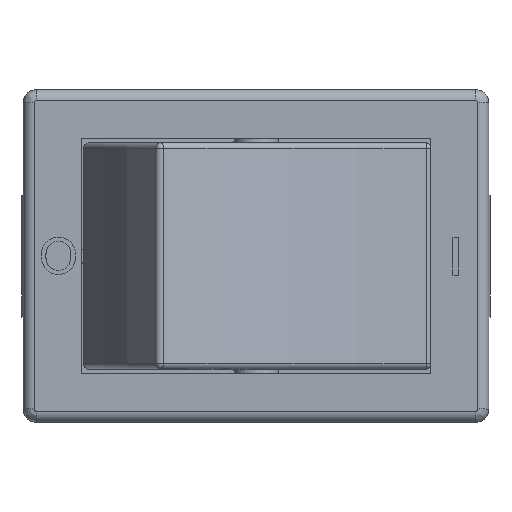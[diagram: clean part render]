
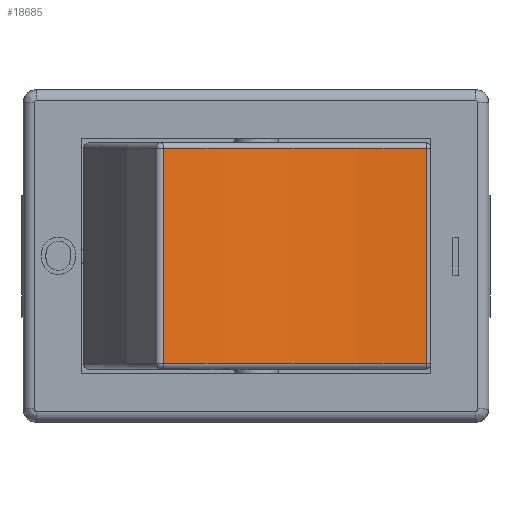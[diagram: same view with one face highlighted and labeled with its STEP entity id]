
A CAD part, top view. The second image highlights one B-rep face of the part: STEP entity #18685.
In plain terms, the highlighted cylindrical face has radius 23.922 mm (diameter 47.844 mm), a partial arc.
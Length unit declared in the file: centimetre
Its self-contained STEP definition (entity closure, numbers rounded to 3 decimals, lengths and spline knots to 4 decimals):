
#1214=CIRCLE('',#19785,2.3922);
#1218=CIRCLE('',#19791,2.3922);
#1289=CYLINDRICAL_SURFACE('',#19796,2.3922);
#1389=FACE_OUTER_BOUND('',#2434,.T.);
#2434=EDGE_LOOP('',(#12713,#12714,#12715,#12716));
#3691=LINE('',#24648,#5733);
#3693=LINE('',#24663,#5735);
#5733=VECTOR('',#20908,1.);
#5735=VECTOR('',#20936,1.);
#7706=VERTEX_POINT('',#24498);
#7758=VERTEX_POINT('',#24629);
#7761=VERTEX_POINT('',#24636);
#7763=VERTEX_POINT('',#24641);
#9704=EDGE_CURVE('',#7763,#7761,#3691,.T.);
#9708=EDGE_CURVE('',#7706,#7763,#1214,.T.);
#9712=EDGE_CURVE('',#7761,#7758,#1218,.T.);
#9714=EDGE_CURVE('',#7758,#7706,#3693,.T.);
#12713=ORIENTED_EDGE('',*,*,#9704,.F.);
#12714=ORIENTED_EDGE('',*,*,#9708,.F.);
#12715=ORIENTED_EDGE('',*,*,#9714,.F.);
#12716=ORIENTED_EDGE('',*,*,#9712,.F.);
#18685=ADVANCED_FACE('',(#1389),#1289,.F.);
#19785=AXIS2_PLACEMENT_3D('',#24654,#20919,#20920);
#19791=AXIS2_PLACEMENT_3D('',#24660,#20931,#20932);
#19796=AXIS2_PLACEMENT_3D('',#24681,#20943,#20944);
#20908=DIRECTION('',(0.,1.,0.));
#20919=DIRECTION('center_axis',(0.,1.,0.));
#20920=DIRECTION('ref_axis',(-0.326,0.,-0.946));
#20931=DIRECTION('center_axis',(0.,-1.,0.));
#20932=DIRECTION('ref_axis',(-0.326,0.,-0.946));
#20936=DIRECTION('',(0.,-1.,0.));
#20943=DIRECTION('center_axis',(0.,1.,0.));
#20944=DIRECTION('ref_axis',(-0.57,0.,-0.821));
#24498=CARTESIAN_POINT('',(0.7682,-0.485,1.6064));
#24629=CARTESIAN_POINT('',(0.7682,0.485,1.6064));
#24636=CARTESIAN_POINT('',(-0.4167,0.485,2.0144));
#24641=CARTESIAN_POINT('',(-0.4167,-0.485,2.0144));
#24648=CARTESIAN_POINT('',(-0.4167,-0.51,2.0144));
#24654=CARTESIAN_POINT('Origin',(0.9274,-0.485,3.9933));
#24660=CARTESIAN_POINT('Origin',(0.9274,0.485,3.9933));
#24663=CARTESIAN_POINT('',(0.7682,-0.51,1.6064));
#24681=CARTESIAN_POINT('Origin',(0.9274,-0.51,3.9933));
